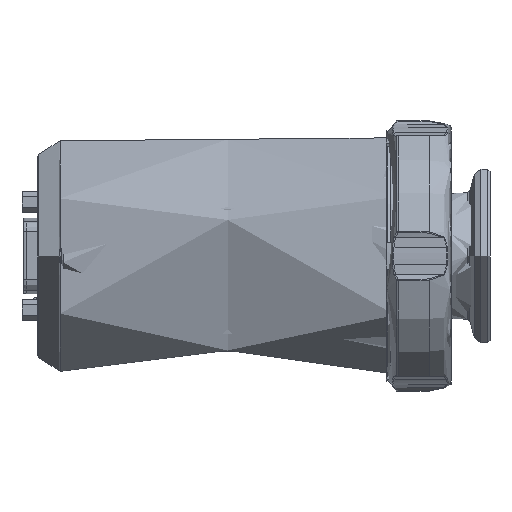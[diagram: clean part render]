
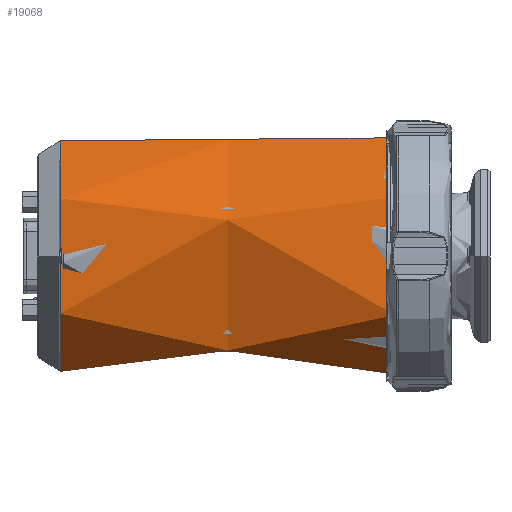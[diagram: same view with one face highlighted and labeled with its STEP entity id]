
A CAD part, front view. The second image highlights one B-rep face of the part: STEP entity #19068.
In plain terms, the highlighted conical face has half-angle 0.5 degrees and reference radius 26.574 mm.
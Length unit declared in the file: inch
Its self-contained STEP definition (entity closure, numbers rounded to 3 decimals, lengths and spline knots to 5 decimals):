
#136 = AXIS2_PLACEMENT_3D ( 'NONE', #9240, #3994, #1722 ) ;
#380 = EDGE_CURVE ( 'NONE', #3451, #3451, #20639, .T. ) ;
#1722 = DIRECTION ( 'NONE',  ( 0., 0., 1. ) ) ;
#3451 = VERTEX_POINT ( 'NONE', #17321 ) ;
#3721 = VERTEX_POINT ( 'NONE', #5140 ) ;
#3994 = DIRECTION ( 'NONE',  ( -1., 0., 0. ) ) ;
#4293 = DIRECTION ( 'NONE',  ( 1., 0., 0. ) ) ;
#5035 = FACE_BOUND ( 'NONE', #22817, .T. ) ;
#5140 = CARTESIAN_POINT ( 'NONE',  ( -2.23602, 0., -1.04621 ) ) ;
#5414 = CARTESIAN_POINT ( 'NONE',  ( -2.23602, 0., 0. ) ) ;
#7069 = ORIENTED_EDGE ( 'NONE', *, *, #12689, .F. ) ;
#7165 = DIRECTION ( 'NONE',  ( 0., 0., -1. ) ) ;
#9240 = CARTESIAN_POINT ( 'NONE',  ( 0.80296, 0., 0. ) ) ;
#10346 = EDGE_LOOP ( 'NONE', ( #16335 ) ) ;
#10854 = AXIS2_PLACEMENT_3D ( 'NONE', #5414, #17826, #7165 ) ;
#12689 = EDGE_CURVE ( 'NONE', #3721, #3721, #22751, .T. ) ;
#12961 = AXIS2_PLACEMENT_3D ( 'NONE', #22142, #4293, #13222 ) ;
#13222 = DIRECTION ( 'NONE',  ( 0., 0., 1. ) ) ;
#16335 = ORIENTED_EDGE ( 'NONE', *, *, #380, .T. ) ;
#16976 = CONICAL_SURFACE ( 'NONE', #12961, 1.04621, 0.009 ) ;
#17321 = CARTESIAN_POINT ( 'NONE',  ( 0.80296, 0., 1.07273 ) ) ;
#17498 = FACE_OUTER_BOUND ( 'NONE', #10346, .T. ) ;
#17826 = DIRECTION ( 'NONE',  ( -1., 0., 0. ) ) ;
#19068 = ADVANCED_FACE ( 'NONE', ( #17498, #5035 ), #16976, .T. ) ;
#20639 = CIRCLE ( 'NONE', #136, 1.07273 ) ;
#22142 = CARTESIAN_POINT ( 'NONE',  ( -2.23602, 0., 0. ) ) ;
#22751 = CIRCLE ( 'NONE', #10854, 1.04621 ) ;
#22817 = EDGE_LOOP ( 'NONE', ( #7069 ) ) ;
